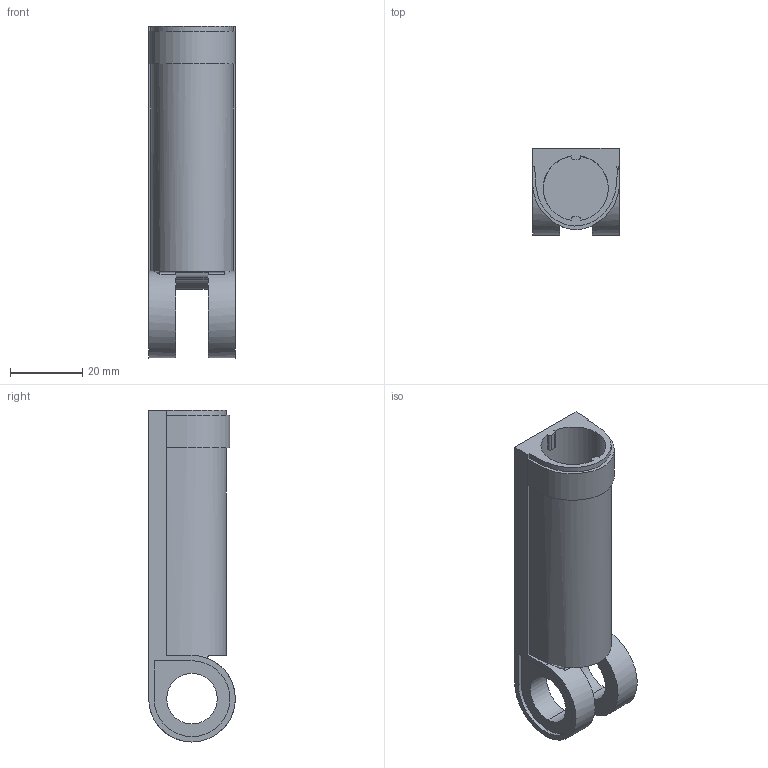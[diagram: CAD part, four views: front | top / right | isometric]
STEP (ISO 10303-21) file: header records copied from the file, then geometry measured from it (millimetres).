
FILE_DESCRIPTION (( 'STEP AP203' ), '1' );
FILE_NAME ('arm-barrel-x2.STEP', '2019-10-22T11:28:25', ( '' ), ( '' ), 'SwSTEP 2.0', 'SolidWorks 2013', '' );
FILE_SCHEMA (( 'CONFIG_CONTROL_DESIGN' ));
Length unit declared in the file: millimetre
Products named in the file (1): arm-barrel-x2
Bounding box: 24.1 x 24 x 92 mm (x, y, z)
Volume: 18117.3 mm3; surface area: 12890.5 mm2
Topology: 1 solids, 1 shells, 53 faces, 144 edges, 96 vertices
Faces by surface type: plane 27, cylinder 23, bspline 3
Entity records: 1859 total; most frequent: CARTESIAN_POINT 413, ORIENTED_EDGE 288, DIRECTION 284, EDGE_CURVE 144, AXIS2_PLACEMENT_3D 101, VERTEX_POINT 96, LINE 82, VECTOR 82
